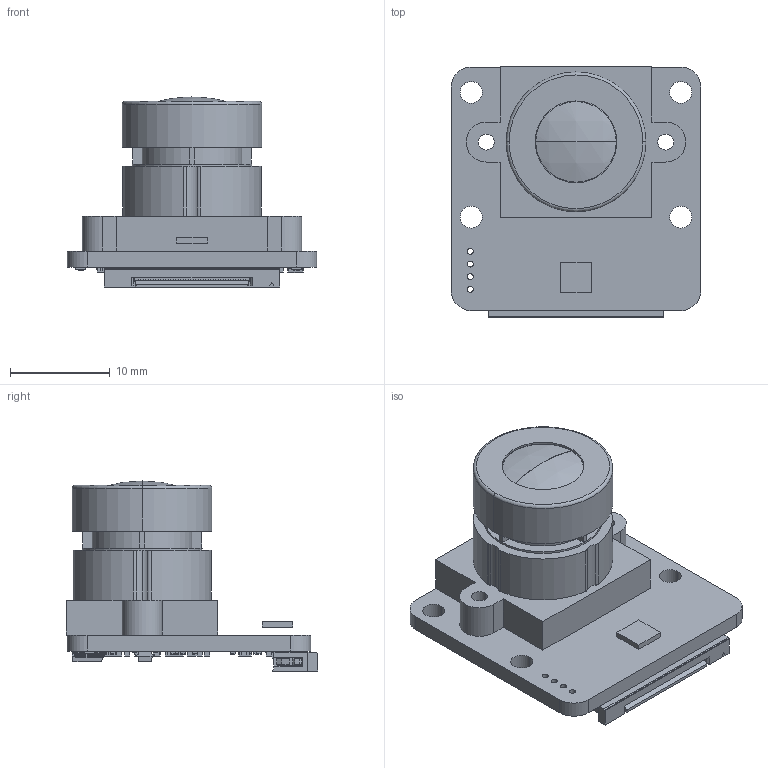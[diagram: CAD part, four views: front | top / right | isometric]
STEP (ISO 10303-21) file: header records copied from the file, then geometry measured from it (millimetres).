
FILE_DESCRIPTION (( 'STEP AP214' ), '1' );
FILE_NAME ('B0444.STEP', '2023-07-21T07:19:10', ( '' ), ( '' ), 'SwSTEP 2.0', 'SolidWorks 2021', '' );
FILE_SCHEMA (( 'AUTOMOTIVE_DESIGN' ));
Length unit declared in the file: millimetre
Products named in the file (3): UC-955_Rev.C; B0444
Assembly tree (2 placements, depth 2):
  B0444
    UC-955_Rev.C
    B0444
Bounding box: 25 x 25.2 x 19.04 mm (x, y, z)
Volume: 3580.2 mm3; surface area: 3658.4 mm2
Topology: 135 solids, 135 shells, 2331 faces, 5873 edges, 3818 vertices
Faces by surface type: plane 2112, cylinder 189, torus 12, bspline 10, sphere 8
Entity records: 94893 total; most frequent: CARTESIAN_POINT 12615, ORIENTED_EDGE 11746, DIRECTION 10841, EDGE_CURVE 5873, LINE 5441, VECTOR 5441, VERTEX_POINT 3818, AXIS2_PLACEMENT_3D 2700
